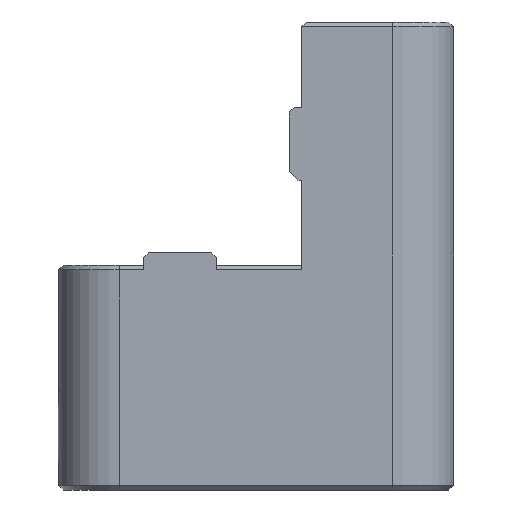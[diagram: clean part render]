
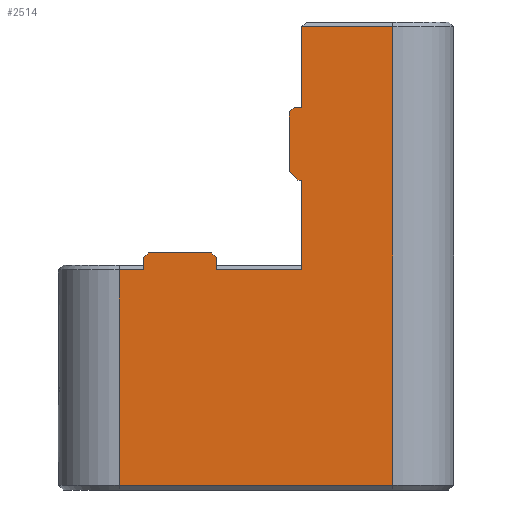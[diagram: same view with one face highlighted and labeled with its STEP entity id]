
A CAD part, left-side view. The second image highlights one B-rep face of the part: STEP entity #2514.
In plain terms, the highlighted planar face has unit normal (-1, 0, 0).
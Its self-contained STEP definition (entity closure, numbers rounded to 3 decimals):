
#48=PLANE('',#2681);
#168=FACE_OUTER_BOUND('',#301,.T.);
#301=EDGE_LOOP('',(#1870,#1871,#1872,#1873,#1874,#1875,#1876,#1877,#1878,
#1879,#1880,#1881,#1882,#1883,#1884,#1885,#1886,#1887));
#475=LINE('',#3607,#783);
#525=LINE('',#3731,#833);
#526=LINE('',#3738,#834);
#527=LINE('',#3740,#835);
#528=LINE('',#3742,#836);
#529=LINE('',#3744,#837);
#530=LINE('',#3746,#838);
#531=LINE('',#3748,#839);
#532=LINE('',#3750,#840);
#533=LINE('',#3752,#841);
#534=LINE('',#3754,#842);
#535=LINE('',#3756,#843);
#536=LINE('',#3758,#844);
#537=LINE('',#3760,#845);
#538=LINE('',#3762,#846);
#539=LINE('',#3764,#847);
#540=LINE('',#3766,#848);
#541=LINE('',#3767,#849);
#783=VECTOR('',#2896,10.);
#833=VECTOR('',#2990,10.);
#834=VECTOR('',#2999,10.);
#835=VECTOR('',#3000,10.);
#836=VECTOR('',#3001,10.);
#837=VECTOR('',#3002,10.);
#838=VECTOR('',#3003,10.);
#839=VECTOR('',#3004,10.);
#840=VECTOR('',#3005,10.);
#841=VECTOR('',#3006,10.);
#842=VECTOR('',#3007,10.);
#843=VECTOR('',#3008,10.);
#844=VECTOR('',#3009,10.);
#845=VECTOR('',#3010,10.);
#846=VECTOR('',#3011,10.);
#847=VECTOR('',#3012,10.);
#848=VECTOR('',#3013,10.);
#849=VECTOR('',#3014,10.);
#1133=VERTEX_POINT('',#3597);
#1135=VERTEX_POINT('',#3603);
#1184=VERTEX_POINT('',#3730);
#1186=VERTEX_POINT('',#3737);
#1187=VERTEX_POINT('',#3739);
#1188=VERTEX_POINT('',#3741);
#1189=VERTEX_POINT('',#3743);
#1190=VERTEX_POINT('',#3745);
#1191=VERTEX_POINT('',#3747);
#1192=VERTEX_POINT('',#3749);
#1193=VERTEX_POINT('',#3751);
#1194=VERTEX_POINT('',#3753);
#1195=VERTEX_POINT('',#3755);
#1196=VERTEX_POINT('',#3757);
#1197=VERTEX_POINT('',#3759);
#1198=VERTEX_POINT('',#3761);
#1199=VERTEX_POINT('',#3763);
#1200=VERTEX_POINT('',#3765);
#1391=EDGE_CURVE('',#1133,#1135,#475,.T.);
#1452=EDGE_CURVE('',#1184,#1135,#525,.T.);
#1456=EDGE_CURVE('',#1186,#1133,#526,.T.);
#1457=EDGE_CURVE('',#1187,#1186,#527,.T.);
#1458=EDGE_CURVE('',#1188,#1187,#528,.T.);
#1459=EDGE_CURVE('',#1188,#1189,#529,.T.);
#1460=EDGE_CURVE('',#1190,#1189,#530,.T.);
#1461=EDGE_CURVE('',#1191,#1190,#531,.T.);
#1462=EDGE_CURVE('',#1192,#1191,#532,.T.);
#1463=EDGE_CURVE('',#1193,#1192,#533,.T.);
#1464=EDGE_CURVE('',#1194,#1193,#534,.T.);
#1465=EDGE_CURVE('',#1195,#1194,#535,.T.);
#1466=EDGE_CURVE('',#1195,#1196,#536,.T.);
#1467=EDGE_CURVE('',#1197,#1196,#537,.T.);
#1468=EDGE_CURVE('',#1198,#1197,#538,.T.);
#1469=EDGE_CURVE('',#1199,#1198,#539,.T.);
#1470=EDGE_CURVE('',#1200,#1199,#540,.T.);
#1471=EDGE_CURVE('',#1184,#1200,#541,.T.);
#1870=ORIENTED_EDGE('',*,*,#1391,.F.);
#1871=ORIENTED_EDGE('',*,*,#1456,.F.);
#1872=ORIENTED_EDGE('',*,*,#1457,.F.);
#1873=ORIENTED_EDGE('',*,*,#1458,.F.);
#1874=ORIENTED_EDGE('',*,*,#1459,.T.);
#1875=ORIENTED_EDGE('',*,*,#1460,.F.);
#1876=ORIENTED_EDGE('',*,*,#1461,.F.);
#1877=ORIENTED_EDGE('',*,*,#1462,.F.);
#1878=ORIENTED_EDGE('',*,*,#1463,.F.);
#1879=ORIENTED_EDGE('',*,*,#1464,.F.);
#1880=ORIENTED_EDGE('',*,*,#1465,.F.);
#1881=ORIENTED_EDGE('',*,*,#1466,.T.);
#1882=ORIENTED_EDGE('',*,*,#1467,.F.);
#1883=ORIENTED_EDGE('',*,*,#1468,.F.);
#1884=ORIENTED_EDGE('',*,*,#1469,.F.);
#1885=ORIENTED_EDGE('',*,*,#1470,.F.);
#1886=ORIENTED_EDGE('',*,*,#1471,.F.);
#1887=ORIENTED_EDGE('',*,*,#1452,.T.);
#2514=ADVANCED_FACE('',(#168),#48,.T.);
#2681=AXIS2_PLACEMENT_3D('',#3736,#2997,#2998);
#2896=DIRECTION('',(0.,1.,0.));
#2990=DIRECTION('',(0.,0.,-1.));
#2997=DIRECTION('center_axis',(-1.,0.,0.));
#2998=DIRECTION('ref_axis',(0.,1.,0.));
#2999=DIRECTION('',(0.,0.,-1.));
#3000=DIRECTION('',(0.,-1.,0.));
#3001=DIRECTION('',(0.,0.,1.));
#3002=DIRECTION('',(0.,1.,0.));
#3003=DIRECTION('',(0.,-0.707,0.707));
#3004=DIRECTION('',(0.,0.,1.));
#3005=DIRECTION('',(0.,0.707,0.707));
#3006=DIRECTION('',(0.,1.,0.));
#3007=DIRECTION('',(0.,0.,1.));
#3008=DIRECTION('',(0.,-1.,0.));
#3009=DIRECTION('',(0.,0.,1.));
#3010=DIRECTION('',(0.,-0.707,-0.707));
#3011=DIRECTION('',(0.,-1.,0.));
#3012=DIRECTION('',(0.,-0.707,0.707));
#3013=DIRECTION('',(0.,0.,1.));
#3014=DIRECTION('',(0.,-1.,0.));
#3597=CARTESIAN_POINT('',(0.,-27.5,-18.1));
#3603=CARTESIAN_POINT('',(0.,-5.,-18.1));
#3607=CARTESIAN_POINT('',(0.,-21.875,-18.1));
#3730=CARTESIAN_POINT('',(0.,-5.,-0.4));
#3731=CARTESIAN_POINT('',(0.,-5.,0.));
#3736=CARTESIAN_POINT('Origin',(0.,-27.5,0.));
#3737=CARTESIAN_POINT('',(0.,-27.5,19.6));
#3738=CARTESIAN_POINT('',(0.,-27.5,0.));
#3739=CARTESIAN_POINT('',(0.,-20.,19.6));
#3740=CARTESIAN_POINT('',(0.,-26.875,19.6));
#3741=CARTESIAN_POINT('',(0.,-20.,13.));
#3742=CARTESIAN_POINT('',(0.,-20.,0.));
#3743=CARTESIAN_POINT('',(0.,-19.4,13.));
#3744=CARTESIAN_POINT('',(0.,-20.,13.));
#3745=CARTESIAN_POINT('',(0.,-19.,12.6));
#3746=CARTESIAN_POINT('',(0.,-18.075,11.675));
#3747=CARTESIAN_POINT('',(0.,-19.,7.7));
#3748=CARTESIAN_POINT('',(0.,-19.,0.));
#3749=CARTESIAN_POINT('',(0.,-19.7,7.));
#3750=CARTESIAN_POINT('',(0.,-23.225,3.475));
#3751=CARTESIAN_POINT('',(0.,-20.,7.));
#3752=CARTESIAN_POINT('',(0.,-20.,7.));
#3753=CARTESIAN_POINT('',(0.,-20.,-0.4));
#3754=CARTESIAN_POINT('',(0.,-20.,0.));
#3755=CARTESIAN_POINT('',(0.,-13.,-0.4));
#3756=CARTESIAN_POINT('',(0.,-21.875,-0.4));
#3757=CARTESIAN_POINT('',(0.,-13.,0.6));
#3758=CARTESIAN_POINT('',(0.,-13.,0.));
#3759=CARTESIAN_POINT('',(0.,-12.6,1.));
#3760=CARTESIAN_POINT('',(0.,-16.675,-3.075));
#3761=CARTESIAN_POINT('',(0.,-7.4,1.));
#3762=CARTESIAN_POINT('',(0.,-5.,1.));
#3763=CARTESIAN_POINT('',(0.,-7.,0.6));
#3764=CARTESIAN_POINT('',(0.,-12.075,5.675));
#3765=CARTESIAN_POINT('',(0.,-7.,-0.4));
#3766=CARTESIAN_POINT('',(0.,-7.,0.));
#3767=CARTESIAN_POINT('',(0.,-21.875,-0.4));
